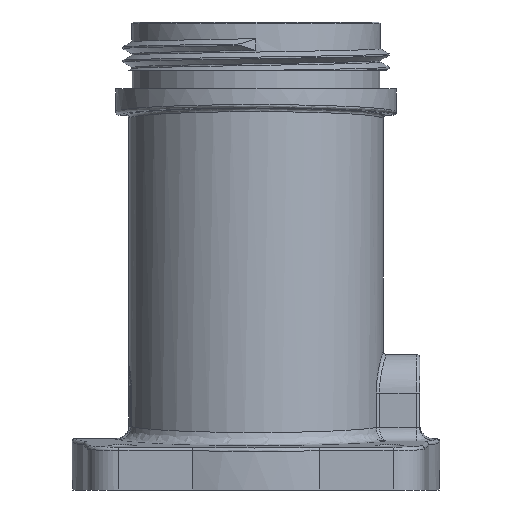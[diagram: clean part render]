
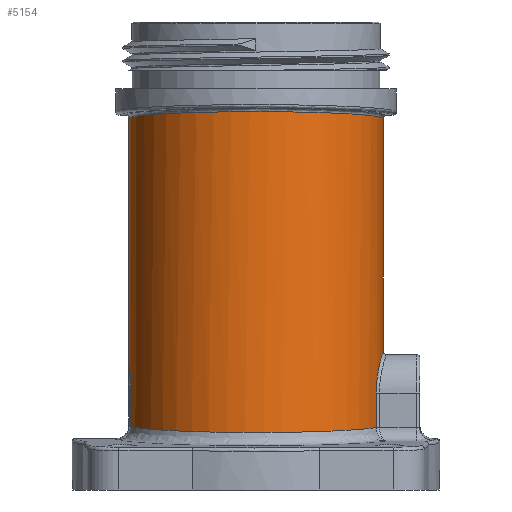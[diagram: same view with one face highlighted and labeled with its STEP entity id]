
A CAD part, left-side view. The second image highlights one B-rep face of the part: STEP entity #5154.
In plain terms, the highlighted cylindrical face has radius 60.325 mm (diameter 120.65 mm), a partial arc.
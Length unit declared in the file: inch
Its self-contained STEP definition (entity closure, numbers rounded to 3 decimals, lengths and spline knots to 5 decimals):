
#628=CARTESIAN_POINT('',(-0.76122,-2.24971,
1.875));
#629=CARTESIAN_POINT('',(-0.76121,-2.24971,
1.9256));
#630=CARTESIAN_POINT('',(-0.75187,-2.2529,
2.02546));
#631=CARTESIAN_POINT('',(-0.70863,-2.26708,
2.17426));
#632=CARTESIAN_POINT('',(-0.63665,-2.28865,
2.31284));
#633=CARTESIAN_POINT('',(-0.53824,-2.31412,
2.43494));
#634=CARTESIAN_POINT('',(-0.41885,-2.33897,
2.5335));
#635=CARTESIAN_POINT('',(-0.28558,-2.35915,
2.60454));
#636=CARTESIAN_POINT('',(-0.14374,-2.37209,
2.64701));
#637=CARTESIAN_POINT('',(-0.04826,-2.375,
2.65624));
#638=CARTESIAN_POINT('',(0.,-2.375,2.65625));
#640=DIRECTION('',(0.,0.,1.));
#641=VECTOR('',#640,0.64484);
#642=CARTESIAN_POINT('',(-0.76102,-2.24977,
1.23016));
#643=LINE('',#642,#641);
#644=CARTESIAN_POINT('',(-0.76102,-2.24977,
1.23016));
#645=CARTESIAN_POINT('',(-0.87097,-2.21258,
1.22379));
#646=CARTESIAN_POINT('',(-1.08496,-2.12227,1.2114));
#647=CARTESIAN_POINT('',(-1.38345,-1.94089,1.19411));
#648=CARTESIAN_POINT('',(-1.65031,-1.71956,1.17865));
#649=CARTESIAN_POINT('',(-1.88173,-1.46272,1.16525));
#650=CARTESIAN_POINT('',(-2.07393,-1.17452,1.15411));
#651=CARTESIAN_POINT('',(-2.2225,-0.86091,
1.14551));
#652=CARTESIAN_POINT('',(-2.32388,-0.52932,
1.13964));
#653=CARTESIAN_POINT('',(-2.37606,-0.18682,
1.13661));
#654=CARTESIAN_POINT('',(-2.37805,0.1595,1.1365));
#655=CARTESIAN_POINT('',(-2.32981,0.50256,1.13929));
#656=CARTESIAN_POINT('',(-2.23227,0.83526,1.14494));
#657=CARTESIAN_POINT('',(-2.08732,1.15056,1.15334));
#658=CARTESIAN_POINT('',(-1.89839,1.44103,1.16428));
#659=CARTESIAN_POINT('',(-1.66993,1.70052,1.17752));
#660=CARTESIAN_POINT('',(-1.4057,1.9248,1.19282));
#661=CARTESIAN_POINT('',(-1.10974,2.10945,1.20996));
#662=CARTESIAN_POINT('',(-0.78946,2.24892,1.22852));
#663=CARTESIAN_POINT('',(-0.56685,2.30921,1.24141));
#664=CARTESIAN_POINT('',(-0.4543,2.33115,1.24793));
#666=DIRECTION('',(0.,0.,-1.));
#667=VECTOR('',#666,0.75207);
#668=CARTESIAN_POINT('',(-0.4543,2.33115,2.));
#669=LINE('',#668,#667);
#670=CARTESIAN_POINT('',(0.,2.375,2.40625));
#671=CARTESIAN_POINT('',(-0.02119,2.375,2.40975));
#672=CARTESIAN_POINT('',(-0.06311,2.37443,2.41314));
#673=CARTESIAN_POINT('',(-0.12448,2.37199,2.4085));
#674=CARTESIAN_POINT('',(-0.18405,2.3681,2.39426));
#675=CARTESIAN_POINT('',(-0.24043,2.36301,2.3707));
#676=CARTESIAN_POINT('',(-0.29234,2.35711,2.33834));
#677=CARTESIAN_POINT('',(-0.3388,2.35085,2.2977));
#678=CARTESIAN_POINT('',(-0.37893,2.34467,2.24929));
#679=CARTESIAN_POINT('',(-0.41176,2.33909,2.1937));
#680=CARTESIAN_POINT('',(-0.436,2.33466,2.13262));
#681=CARTESIAN_POINT('',(-0.45093,2.33181,2.06727));
#682=CARTESIAN_POINT('',(-0.4543,2.33114,2.02269));
#683=CARTESIAN_POINT('',(-0.4543,2.33115,2.));
#685=CARTESIAN_POINT('',(0.,-2.375,7.00726));
#686=CARTESIAN_POINT('',(-0.12528,-2.375,
7.014));
#687=CARTESIAN_POINT('',(-0.37546,-2.35513,
7.02746));
#688=CARTESIAN_POINT('',(-0.74027,-2.26701,
7.04708));
#689=CARTESIAN_POINT('',(-1.08585,-2.12322,7.06567));
#690=CARTESIAN_POINT('',(-1.40421,-1.9275,7.08279));
#691=CARTESIAN_POINT('',(-1.68807,-1.68449,7.09806));
#692=CARTESIAN_POINT('',(-1.93052,-1.40007,7.1111));
#693=CARTESIAN_POINT('',(-2.12562,-1.08114,7.12159));
#694=CARTESIAN_POINT('',(-2.26845,-0.73568,
7.12928));
#695=CARTESIAN_POINT('',(-2.3555,-0.37236,
7.13396));
#696=CARTESIAN_POINT('',(-2.38475,0.,
7.13553));
#697=CARTESIAN_POINT('',(-2.3555,0.37236,7.13396));
#698=CARTESIAN_POINT('',(-2.26845,0.73569,7.12928));
#699=CARTESIAN_POINT('',(-2.12562,1.08114,7.12159));
#700=CARTESIAN_POINT('',(-1.93052,1.40007,7.1111));
#701=CARTESIAN_POINT('',(-1.68807,1.68449,7.09806));
#702=CARTESIAN_POINT('',(-1.40421,1.9275,7.08279));
#703=CARTESIAN_POINT('',(-1.08585,2.12322,7.06567));
#704=CARTESIAN_POINT('',(-0.74027,2.26701,7.04708));
#705=CARTESIAN_POINT('',(-0.37545,2.35514,7.02746));
#706=CARTESIAN_POINT('',(-0.12528,2.375,7.014));
#707=CARTESIAN_POINT('',(0.,2.375,7.00726));
#709=DIRECTION('',(0.,0.,-1.));
#710=VECTOR('',#709,4.35101);
#711=CARTESIAN_POINT('',(0.,-2.375,7.00726));
#712=LINE('',#711,#710);
#737=DIRECTION('',(0.,0.,-1.));
#738=VECTOR('',#737,4.60101);
#739=CARTESIAN_POINT('',(0.,2.375,7.00726));
#740=LINE('',#739,#738);
#2573=CARTESIAN_POINT('',(0.,2.375,2.40625));
#4123=VERTEX_POINT('',#2573);
#4156=CARTESIAN_POINT('',(-0.76122,-2.24971,
1.875));
#4158=VERTEX_POINT('',#4156);
#4191=CARTESIAN_POINT('',(-0.4543,2.33115,2.));
#4192=VERTEX_POINT('',#4191);
#4207=VERTEX_POINT('',#644);
#4208=VERTEX_POINT('',#664);
#4230=CARTESIAN_POINT('',(0.,-2.375,7.00726));
#4231=CARTESIAN_POINT('',(0.,-2.375,2.65625));
#4232=VERTEX_POINT('',#4230);
#4233=VERTEX_POINT('',#4231);
#4234=CARTESIAN_POINT('',(0.,2.375,7.00726));
#4235=VERTEX_POINT('',#4234);
#5132=CARTESIAN_POINT('',(0.,0.,0.));
#5133=DIRECTION('',(0.,0.,-1.));
#5134=DIRECTION('',(-1.,0.,0.));
#5135=AXIS2_PLACEMENT_3D('',#5132,#5133,#5134);
#5136=CYLINDRICAL_SURFACE('',#5135,2.375);
#5138=ORIENTED_EDGE('',*,*,#5137,.T.);
#5140=ORIENTED_EDGE('',*,*,#5139,.F.);
#5141=ORIENTED_EDGE('',*,*,#5123,.F.);
#5143=ORIENTED_EDGE('',*,*,#5142,.T.);
#5145=ORIENTED_EDGE('',*,*,#5144,.F.);
#5147=ORIENTED_EDGE('',*,*,#5146,.F.);
#5149=ORIENTED_EDGE('',*,*,#5148,.F.);
#5151=ORIENTED_EDGE('',*,*,#5150,.F.);
#5152=EDGE_LOOP('',(#5138,#5140,#5141,#5143,#5145,#5147,#5149,#5151));
#5153=FACE_OUTER_BOUND('',#5152,.F.);
#639=B_SPLINE_CURVE_WITH_KNOTS('',3,(#628,#629,#630,#631,#632,#633,#634,#635,
#636,#637,#638),.UNSPECIFIED.,.F.,.F.,(4,1,1,1,1,1,1,1,4),(0.,0.125,0.25,
0.375,0.5,0.625,0.75,0.875,1.),.UNSPECIFIED.);
#665=B_SPLINE_CURVE_WITH_KNOTS('',3,(#644,#645,#646,#647,#648,#649,#650,#651,
#652,#653,#654,#655,#656,#657,#658,#659,#660,#661,#662,#663,#664),.UNSPECIFIED.,
.F.,.F.,(4,1,1,1,1,1,1,1,1,1,1,1,1,1,1,1,1,1,4),(0.,0.05556,
0.11111,0.16667,0.22222,0.27778,
0.33333,0.38889,0.44444,0.5,0.55556,
0.61111,0.66667,0.72222,0.77778,
0.83333,0.88889,0.94444,1.),.UNSPECIFIED.);
#684=B_SPLINE_CURVE_WITH_KNOTS('',3,(#670,#671,#672,#673,#674,#675,#676,#677,
#678,#679,#680,#681,#682,#683),.UNSPECIFIED.,.F.,.F.,(4,1,1,1,1,1,1,1,1,1,1,4),(
0.,0.09091,0.18182,0.27273,0.36364,
0.45455,0.54545,0.63636,0.72727,
0.81818,0.90909,1.),.UNSPECIFIED.);
#708=B_SPLINE_CURVE_WITH_KNOTS('',3,(#685,#686,#687,#688,#689,#690,#691,#692,
#693,#694,#695,#696,#697,#698,#699,#700,#701,#702,#703,#704,#705,#706,#707),
.UNSPECIFIED.,.F.,.F.,(4,1,1,1,1,1,1,1,1,1,1,1,1,1,1,1,1,1,1,1,4),(0.,0.05,
0.1,0.15,0.2,0.25,0.3,0.35,0.4,0.45,0.5,0.55,0.6,0.65,
0.7,0.75,0.8,0.85,0.9,0.95,1.),.UNSPECIFIED.);
#5123=EDGE_CURVE('',#4207,#4158,#643,.T.);
#5137=EDGE_CURVE('',#4232,#4233,#712,.T.);
#5139=EDGE_CURVE('',#4158,#4233,#639,.T.);
#5142=EDGE_CURVE('',#4207,#4208,#665,.T.);
#5144=EDGE_CURVE('',#4192,#4208,#669,.T.);
#5146=EDGE_CURVE('',#4123,#4192,#684,.T.);
#5148=EDGE_CURVE('',#4235,#4123,#740,.T.);
#5150=EDGE_CURVE('',#4232,#4235,#708,.T.);
#5154=ADVANCED_FACE('',(#5153),#5136,.T.);
